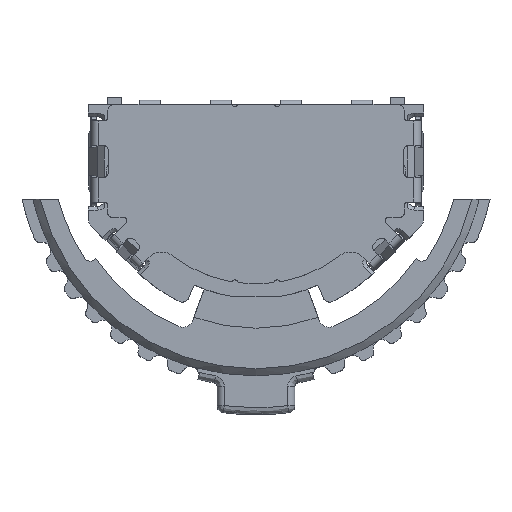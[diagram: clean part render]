
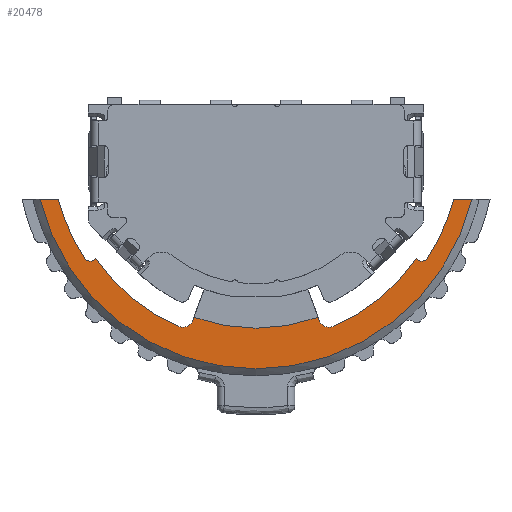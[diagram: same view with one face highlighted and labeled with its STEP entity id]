
A CAD part, top view. The second image highlights one B-rep face of the part: STEP entity #20478.
In plain terms, the highlighted planar face has unit normal (0, 0, 1).
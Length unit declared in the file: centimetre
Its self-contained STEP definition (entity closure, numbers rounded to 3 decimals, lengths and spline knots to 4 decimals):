
#65 = CARTESIAN_POINT ( 'NONE',  ( 0.4699, -0.3046, -0.515 ) ) ;
#109 = ORIENTED_EDGE ( 'NONE', *, *, #7680, .T. ) ;
#257 = LINE ( 'NONE', #17592, #11398 ) ;
#555 = AXIS2_PLACEMENT_3D ( 'NONE', #15507, #5705, #5794 ) ;
#557 = DIRECTION ( 'NONE',  ( 0., 0., 1. ) ) ;
#888 = CIRCLE ( 'NONE', #11292, 0.63 ) ;
#902 = CIRCLE ( 'NONE', #12703, 0.03 ) ;
#1470 = CARTESIAN_POINT ( 'NONE',  ( -0.4867, -0.3155, -0.515 ) ) ;
#1484 = CIRCLE ( 'NONE', #7238, 0.02 ) ;
#1639 = AXIS2_PLACEMENT_3D ( 'NONE', #14603, #4783, #16079 ) ;
#1918 = CIRCLE ( 'NONE', #555, 0.555 ) ;
#2367 = VERTEX_POINT ( 'NONE', #10424 ) ;
#2631 = AXIS2_PLACEMENT_3D ( 'NONE', #3066, #5915, #6343 ) ;
#2640 = LINE ( 'NONE', #9091, #7414 ) ;
#2921 = DIRECTION ( 'NONE',  ( 0., 0., -1. ) ) ;
#3003 = EDGE_CURVE ( 'NONE', #3392, #3434, #16829, .T. ) ;
#3066 = CARTESIAN_POINT ( 'NONE',  ( 0.6192, -0.15, -0.515 ) ) ;
#3222 = DIRECTION ( 'NONE',  ( 0., 1., 0. ) ) ;
#3392 = VERTEX_POINT ( 'NONE', #16050 ) ;
#3434 = VERTEX_POINT ( 'NONE', #1470 ) ;
#3474 = CARTESIAN_POINT ( 'NONE',  ( -0.2075, -0.4823, -0.515 ) ) ;
#3528 = CARTESIAN_POINT ( 'NONE',  ( -0.5603, -0.15, -0.515 ) ) ;
#3555 = AXIS2_PLACEMENT_3D ( 'NONE', #5447, #557, #18530 ) ;
#3723 = EDGE_CURVE ( 'NONE', #2367, #4392, #15904, .T. ) ;
#4129 = VERTEX_POINT ( 'NONE', #11948 ) ;
#4212 = VERTEX_POINT ( 'NONE', #19774 ) ;
#4339 = VERTEX_POINT ( 'NONE', #17221 ) ;
#4392 = VERTEX_POINT ( 'NONE', #17544 ) ;
#4496 = CARTESIAN_POINT ( 'NONE',  ( 0., 0., -0.515 ) ) ;
#4649 = VERTEX_POINT ( 'NONE', #3528 ) ;
#4783 = DIRECTION ( 'NONE',  ( 0., 0., -1. ) ) ;
#5310 = AXIS2_PLACEMENT_3D ( 'NONE', #12314, #20466, #18769 ) ;
#5336 = VERTEX_POINT ( 'NONE', #20605 ) ;
#5447 = CARTESIAN_POINT ( 'NONE',  ( 0., 0., -0.515 ) ) ;
#5639 = CARTESIAN_POINT ( 'NONE',  ( 0.4546, -0.3183, -0.515 ) ) ;
#5705 = DIRECTION ( 'NONE',  ( 0., 0., 1. ) ) ;
#5771 = VERTEX_POINT ( 'NONE', #16021 ) ;
#5794 = DIRECTION ( 'NONE',  ( 0., 1., 0. ) ) ;
#5915 = DIRECTION ( 'NONE',  ( 0., 0., -1. ) ) ;
#6013 = EDGE_CURVE ( 'NONE', #4212, #17870, #20540, .T. ) ;
#6074 = CARTESIAN_POINT ( 'NONE',  ( 0.1471, -0.4041, -0.515 ) ) ;
#6343 = DIRECTION ( 'NONE',  ( -1., 0., 0. ) ) ;
#6680 = VECTOR ( 'NONE', #12068, 100. ) ;
#7104 = ORIENTED_EDGE ( 'NONE', *, *, #8716, .T. ) ;
#7233 = VERTEX_POINT ( 'NONE', #13041 ) ;
#7236 = ORIENTED_EDGE ( 'NONE', *, *, #6013, .T. ) ;
#7238 = AXIS2_PLACEMENT_3D ( 'NONE', #65, #20517, #10785 ) ;
#7306 = ORIENTED_EDGE ( 'NONE', *, *, #11067, .F. ) ;
#7414 = VECTOR ( 'NONE', #7492, 100. ) ;
#7492 = DIRECTION ( 'NONE',  ( -0.819, -0.574, 0. ) ) ;
#7617 = CIRCLE ( 'NONE', #3555, 0.58 ) ;
#7680 = EDGE_CURVE ( 'NONE', #12311, #3392, #2640, .T. ) ;
#7720 = VERTEX_POINT ( 'NONE', #14459 ) ;
#7874 = ORIENTED_EDGE ( 'NONE', *, *, #13803, .F. ) ;
#7881 = CARTESIAN_POINT ( 'NONE',  ( 0.5603, -0.15, -0.515 ) ) ;
#8090 = DIRECTION ( 'NONE',  ( 0., 1., 0. ) ) ;
#8176 = AXIS2_PLACEMENT_3D ( 'NONE', #15309, #13727, #8783 ) ;
#8701 = CARTESIAN_POINT ( 'NONE',  ( -0.6632, -0.15, -0.515 ) ) ;
#8716 = EDGE_CURVE ( 'NONE', #7720, #17359, #257, .T. ) ;
#8783 = DIRECTION ( 'NONE',  ( 0., 1., 0. ) ) ;
#9091 = CARTESIAN_POINT ( 'NONE',  ( -0.4584, -0.321, -0.515 ) ) ;
#9190 = EDGE_CURVE ( 'NONE', #4649, #13076, #13216, .T. ) ;
#9565 = DIRECTION ( 'NONE',  ( -0.342, -0.94, 0. ) ) ;
#9842 = CIRCLE ( 'NONE', #8176, 0.515 ) ;
#9856 = DIRECTION ( 'NONE',  ( 0., 0., -1. ) ) ;
#9906 = DIRECTION ( 'NONE',  ( 0., 0., -1. ) ) ;
#10424 = CARTESIAN_POINT ( 'NONE',  ( 0.6119, -0.15, -0.515 ) ) ;
#10785 = DIRECTION ( 'NONE',  ( 0., 1., 0. ) ) ;
#11031 = CARTESIAN_POINT ( 'NONE',  ( 0., 0., -0.515 ) ) ;
#11067 = EDGE_CURVE ( 'NONE', #7233, #5336, #1918, .T. ) ;
#11120 = EDGE_CURVE ( 'NONE', #12311, #4339, #18472, .T. ) ;
#11292 = AXIS2_PLACEMENT_3D ( 'NONE', #4496, #9856, #3222 ) ;
#11325 = ORIENTED_EDGE ( 'NONE', *, *, #13013, .T. ) ;
#11398 = VECTOR ( 'NONE', #9565, 100. ) ;
#11412 = VECTOR ( 'NONE', #13642, 100. ) ;
#11445 = ORIENTED_EDGE ( 'NONE', *, *, #19285, .T. ) ;
#11641 = CARTESIAN_POINT ( 'NONE',  ( -0.1793, -0.4925, -0.515 ) ) ;
#11948 = CARTESIAN_POINT ( 'NONE',  ( 0.4867, -0.3155, -0.515 ) ) ;
#12068 = DIRECTION ( 'NONE',  ( -0.819, 0.574, 0. ) ) ;
#12311 = VERTEX_POINT ( 'NONE', #19291 ) ;
#12314 = CARTESIAN_POINT ( 'NONE',  ( 0., 0., -0.515 ) ) ;
#12339 = PLANE ( 'NONE',  #2631 ) ;
#12494 = DIRECTION ( 'NONE',  ( -0.342, 0.94, 0. ) ) ;
#12703 = AXIS2_PLACEMENT_3D ( 'NONE', #3474, #9906, #14669 ) ;
#12930 = VECTOR ( 'NONE', #12494, 100. ) ;
#13013 = EDGE_CURVE ( 'NONE', #17359, #4339, #902, .T. ) ;
#13041 = CARTESIAN_POINT ( 'NONE',  ( 0.2193, -0.5098, -0.515 ) ) ;
#13076 = VERTEX_POINT ( 'NONE', #16252 ) ;
#13216 = LINE ( 'NONE', #8701, #11412 ) ;
#13393 = AXIS2_PLACEMENT_3D ( 'NONE', #17497, #2921, #20262 ) ;
#13642 = DIRECTION ( 'NONE',  ( -1., 0., 0. ) ) ;
#13727 = DIRECTION ( 'NONE',  ( 0., 0., -1. ) ) ;
#13803 = EDGE_CURVE ( 'NONE', #2367, #13076, #888, .T. ) ;
#14024 = EDGE_CURVE ( 'NONE', #4129, #4392, #7617, .T. ) ;
#14317 = DIRECTION ( 'NONE',  ( -1., 0., 0. ) ) ;
#14386 = AXIS2_PLACEMENT_3D ( 'NONE', #11031, #15894, #8090 ) ;
#14399 = CIRCLE ( 'NONE', #13393, 0.03 ) ;
#14459 = CARTESIAN_POINT ( 'NONE',  ( -0.1761, -0.4839, -0.515 ) ) ;
#14603 = CARTESIAN_POINT ( 'NONE',  ( -0.4699, -0.3046, -0.515 ) ) ;
#14669 = DIRECTION ( 'NONE',  ( 0., 1., 0. ) ) ;
#15309 = CARTESIAN_POINT ( 'NONE',  ( 0., 0., -0.515 ) ) ;
#15507 = CARTESIAN_POINT ( 'NONE',  ( 0., 0., -0.515 ) ) ;
#15894 = DIRECTION ( 'NONE',  ( 0., 0., 1. ) ) ;
#15904 = LINE ( 'NONE', #7881, #17710 ) ;
#16021 = CARTESIAN_POINT ( 'NONE',  ( 0.4584, -0.321, -0.515 ) ) ;
#16050 = CARTESIAN_POINT ( 'NONE',  ( -0.4584, -0.321, -0.515 ) ) ;
#16079 = DIRECTION ( 'NONE',  ( 0., 1., 0. ) ) ;
#16140 = ORIENTED_EDGE ( 'NONE', *, *, #19828, .T. ) ;
#16252 = CARTESIAN_POINT ( 'NONE',  ( -0.6119, -0.15, -0.515 ) ) ;
#16365 = EDGE_CURVE ( 'NONE', #4129, #5771, #1484, .T. ) ;
#16568 = ORIENTED_EDGE ( 'NONE', *, *, #16365, .T. ) ;
#16689 = CARTESIAN_POINT ( 'NONE',  ( 0.1761, -0.4839, -0.515 ) ) ;
#16829 = CIRCLE ( 'NONE', #1639, 0.02 ) ;
#17221 = CARTESIAN_POINT ( 'NONE',  ( -0.2193, -0.5098, -0.515 ) ) ;
#17359 = VERTEX_POINT ( 'NONE', #11641 ) ;
#17497 = CARTESIAN_POINT ( 'NONE',  ( 0.2075, -0.4823, -0.515 ) ) ;
#17544 = CARTESIAN_POINT ( 'NONE',  ( 0.5603, -0.15, -0.515 ) ) ;
#17592 = CARTESIAN_POINT ( 'NONE',  ( -0.1793, -0.4925, -0.515 ) ) ;
#17690 = ORIENTED_EDGE ( 'NONE', *, *, #3723, .T. ) ;
#17710 = VECTOR ( 'NONE', #14317, 100. ) ;
#17870 = VERTEX_POINT ( 'NONE', #16689 ) ;
#18029 = EDGE_LOOP ( 'NONE', ( #16568, #20851, #7306, #16140, #7236, #11445, #7104, #11325, #19189, #109, #20201, #19777, #19874, #7874, #17690, #18213 ) ) ;
#18213 = ORIENTED_EDGE ( 'NONE', *, *, #14024, .F. ) ;
#18343 = EDGE_CURVE ( 'NONE', #4649, #3434, #20147, .T. ) ;
#18472 = CIRCLE ( 'NONE', #5310, 0.555 ) ;
#18530 = DIRECTION ( 'NONE',  ( 0., 1., 0. ) ) ;
#18614 = LINE ( 'NONE', #5639, #6680 ) ;
#18769 = DIRECTION ( 'NONE',  ( 0., 1., 0. ) ) ;
#19189 = ORIENTED_EDGE ( 'NONE', *, *, #11120, .F. ) ;
#19285 = EDGE_CURVE ( 'NONE', #17870, #7720, #9842, .T. ) ;
#19291 = CARTESIAN_POINT ( 'NONE',  ( -0.4546, -0.3183, -0.515 ) ) ;
#19774 = CARTESIAN_POINT ( 'NONE',  ( 0.1793, -0.4925, -0.515 ) ) ;
#19777 = ORIENTED_EDGE ( 'NONE', *, *, #18343, .F. ) ;
#19828 = EDGE_CURVE ( 'NONE', #7233, #4212, #14399, .T. ) ;
#19874 = ORIENTED_EDGE ( 'NONE', *, *, #9190, .T. ) ;
#20074 = EDGE_CURVE ( 'NONE', #5771, #5336, #18614, .T. ) ;
#20147 = CIRCLE ( 'NONE', #14386, 0.58 ) ;
#20201 = ORIENTED_EDGE ( 'NONE', *, *, #3003, .T. ) ;
#20262 = DIRECTION ( 'NONE',  ( 0., 1., 0. ) ) ;
#20466 = DIRECTION ( 'NONE',  ( 0., 0., 1. ) ) ;
#20478 = ADVANCED_FACE ( 'NONE', ( #20799 ), #12339, .F. ) ;
#20517 = DIRECTION ( 'NONE',  ( 0., 0., -1. ) ) ;
#20540 = LINE ( 'NONE', #6074, #12930 ) ;
#20605 = CARTESIAN_POINT ( 'NONE',  ( 0.4546, -0.3183, -0.515 ) ) ;
#20799 = FACE_OUTER_BOUND ( 'NONE', #18029, .T. ) ;
#20851 = ORIENTED_EDGE ( 'NONE', *, *, #20074, .T. ) ;
